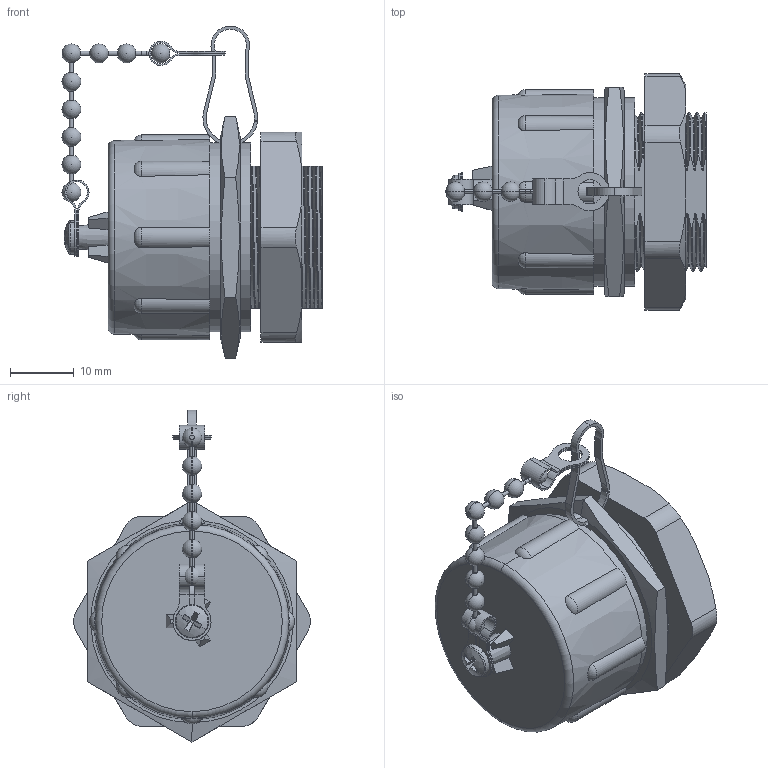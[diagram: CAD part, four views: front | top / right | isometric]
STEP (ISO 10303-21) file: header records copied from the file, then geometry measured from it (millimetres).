
FILE_DESCRIPTION (( 'STEP AP214' ), '1' );
FILE_NAME ('WPBHC5E_3D.step', '2024-08-20T21:25:35', ( '' ), ( '' ), 'SwSTEP 2.0', 'SolidWorks 2022', '' );
FILE_SCHEMA (( 'AUTOMOTIVE_DESIGN' ));
Length unit declared in the file: inch
Products named in the file (10): WPBHC5E_3D; WPBH-MA6; WPUSB-CVR-MA2_Closed; WPBH-MA3_cat 5e; WPBH-MA4; WPUSB-CVR-MA4; WPBH-MA7; WPBH-MA2; SP9392-MA3; WPBH-MA1^WPBHC5E
Assembly tree (19 placements, depth 2):
  WPBHC5E_3D
    WPBH-MA1^WPBHC5E
    WPBH-MA4  x2
    WPBH-MA3_cat 5e
    WPBH-MA2
    WPBH-MA6
    WPUSB-CVR-MA2_Closed  x2
    WPUSB-CVR-MA4
    WPBH-MA7
    SP9392-MA3  x9
Bounding box: 40.97 x 37.27 x 52.26 mm (x, y, z)
Volume: 21408.6 mm3; surface area: 20011.8 mm2
Topology: 19 solids, 19 shells, 800 faces, 2180 edges, 1442 vertices
Faces by surface type: plane 341, cylinder 242, bspline 134, cone 51, sphere 20, torus 12
Entity records: 95080 total; most frequent: CARTESIAN_POINT 75855, ORIENTED_EDGE 3496, DIRECTION 2615, EDGE_CURVE 1748, VERTEX_POINT 1154, VECTOR 953, LINE 953, AXIS2_PLACEMENT_3D 831
